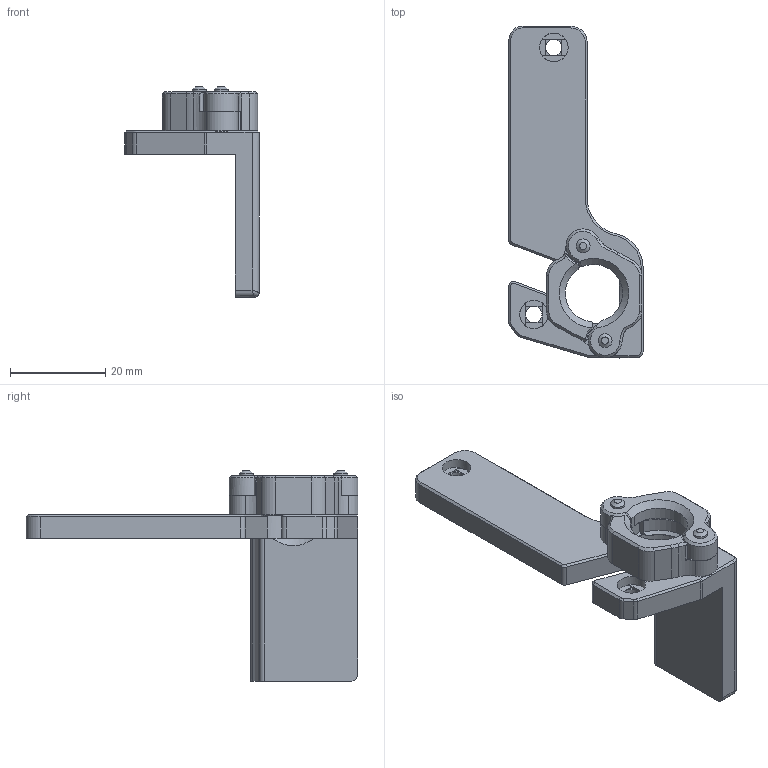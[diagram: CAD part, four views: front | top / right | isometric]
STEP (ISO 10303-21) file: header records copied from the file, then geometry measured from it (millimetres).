
FILE_DESCRIPTION(/* description */ (''),/* implementation_level */ '2;1');
FILE_NAME(/* name */ 'PUG_A_Drive_mount.step',/* time_stamp */ '2023-11-13T22:22:53+01:00',/* author */ (''),/* organization */ (''),/* preprocessor_version */ 'ST-DEVELOPER v20',/* originating_system */ 'Autodesk Translation Framework v12.14.0.127',/* authorisation */ '');
FILE_SCHEMA (('AUTOMOTIVE_DESIGN { 1 0 10303 214 3 1 1 }'));
Length unit declared in the file: millimetre
Products named in the file (5): A_Drive_Umbilical; A Drive PG9; holder_p1; holder_p2; Hexagon Socket Button Head Screw ISO 7380-1 - M3 x 12 Steel 4.6 Plain
 v1
Assembly tree (5 placements, depth 2):
  A_Drive_Umbilical
    A Drive PG9
    holder_p1
    holder_p2
    Hexagon Socket Button Head Screw ISO 7380-1 - M3 x 12 Steel 4.6 Plain
 v1  x2
Bounding box: 28.22 x 69.67 x 44.2 mm (x, y, z)
Volume: 10684.4 mm3; surface area: 7376.9 mm2
Topology: 5 solids, 5 shells, 255 faces, 620 edges, 378 vertices
Faces by surface type: plane 134, cylinder 60, cone 54, bspline 4, sphere 2, torus 1
Full cylindrical faces by diameter (mm): 2.9 x2, 2.927 x2, 3.3 x4, 3.4 x2, 5.7 x2, 6 x2
Entity records: 7445 total; most frequent: CARTESIAN_POINT 1654, DIRECTION 1211, ORIENTED_EDGE 1174, EDGE_CURVE 587, AXIS2_PLACEMENT_3D 443, VERTEX_POINT 360, LINE 325, VECTOR 325
